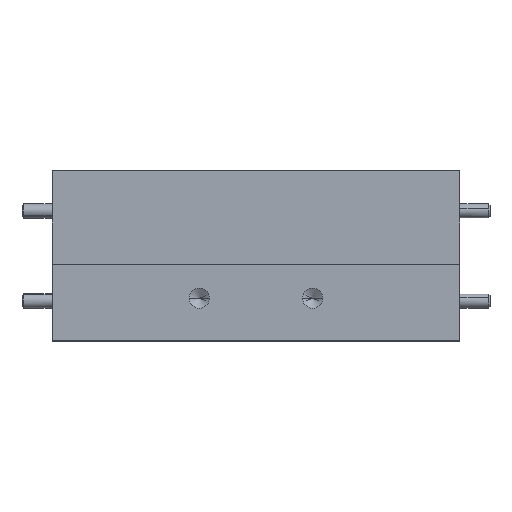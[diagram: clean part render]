
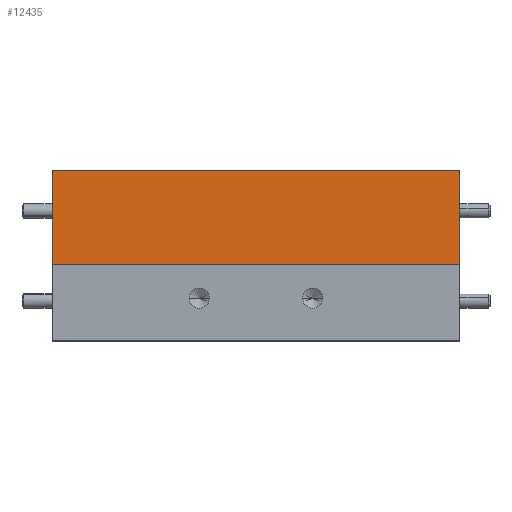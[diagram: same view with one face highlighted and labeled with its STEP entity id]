
A CAD part, top view. The second image highlights one B-rep face of the part: STEP entity #12435.
In plain terms, the highlighted planar face has unit normal (0, 0, 1).
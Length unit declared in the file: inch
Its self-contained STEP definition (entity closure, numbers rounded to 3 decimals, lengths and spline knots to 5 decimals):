
#162 = VERTEX_POINT ( 'NONE', #6742 ) ;
#1174 = VERTEX_POINT ( 'NONE', #6035 ) ;
#1187 = PLANE ( 'NONE',  #19289 ) ;
#2302 = CARTESIAN_POINT ( 'NONE',  ( 0.9, 0.75, 0.55 ) ) ;
#3130 = EDGE_LOOP ( 'NONE', ( #18298, #15424, #12452, #6211 ) ) ;
#4388 = CARTESIAN_POINT ( 'NONE',  ( 0.9, 0.338, 0.55 ) ) ;
#5853 = CARTESIAN_POINT ( 'NONE',  ( -0.9, 0.338, 0.55 ) ) ;
#5929 = VECTOR ( 'NONE', #14347, 39.37008 ) ;
#6035 = CARTESIAN_POINT ( 'NONE',  ( 0.9, 0.75, 0.55 ) ) ;
#6052 = VECTOR ( 'NONE', #19581, 39.37008 ) ;
#6211 = ORIENTED_EDGE ( 'NONE', *, *, #25817, .T. ) ;
#6742 = CARTESIAN_POINT ( 'NONE',  ( -0.9, 0.75, 0.55 ) ) ;
#7164 = EDGE_CURVE ( 'NONE', #162, #1174, #24106, .T. ) ;
#7226 = CARTESIAN_POINT ( 'NONE',  ( -0.9, 0.338, 0.55 ) ) ;
#7621 = DIRECTION ( 'NONE',  ( 0., 0., -1. ) ) ;
#9706 = CARTESIAN_POINT ( 'NONE',  ( -0.9, 0.75, 0.55 ) ) ;
#10751 = VECTOR ( 'NONE', #21495, 39.37008 ) ;
#11124 = EDGE_CURVE ( 'NONE', #1174, #17514, #21899, .T. ) ;
#11584 = CARTESIAN_POINT ( 'NONE',  ( -0.9, 0.75, 0.55 ) ) ;
#12435 = ADVANCED_FACE ( 'NONE', ( #17984 ), #1187, .F. ) ;
#12452 = ORIENTED_EDGE ( 'NONE', *, *, #7164, .F. ) ;
#13267 = VERTEX_POINT ( 'NONE', #7226 ) ;
#14347 = DIRECTION ( 'NONE',  ( 1., 0., 0. ) ) ;
#15424 = ORIENTED_EDGE ( 'NONE', *, *, #11124, .F. ) ;
#15510 = VECTOR ( 'NONE', #21330, 39.37008 ) ;
#16448 = DIRECTION ( 'NONE',  ( -1., 0., 0. ) ) ;
#16886 = CARTESIAN_POINT ( 'NONE',  ( -0.9, 0.75, 0.55 ) ) ;
#17514 = VERTEX_POINT ( 'NONE', #4388 ) ;
#17984 = FACE_OUTER_BOUND ( 'NONE', #3130, .T. ) ;
#18298 = ORIENTED_EDGE ( 'NONE', *, *, #20732, .T. ) ;
#19289 = AXIS2_PLACEMENT_3D ( 'NONE', #9706, #7621, #16448 ) ;
#19581 = DIRECTION ( 'NONE',  ( 1., 0., 0. ) ) ;
#20732 = EDGE_CURVE ( 'NONE', #13267, #17514, #20795, .T. ) ;
#20795 = LINE ( 'NONE', #5853, #5929 ) ;
#21330 = DIRECTION ( 'NONE',  ( 0., -1., 0. ) ) ;
#21495 = DIRECTION ( 'NONE',  ( 0., -1., 0. ) ) ;
#21899 = LINE ( 'NONE', #2302, #15510 ) ;
#23340 = LINE ( 'NONE', #16886, #10751 ) ;
#24106 = LINE ( 'NONE', #11584, #6052 ) ;
#25817 = EDGE_CURVE ( 'NONE', #162, #13267, #23340, .T. ) ;
